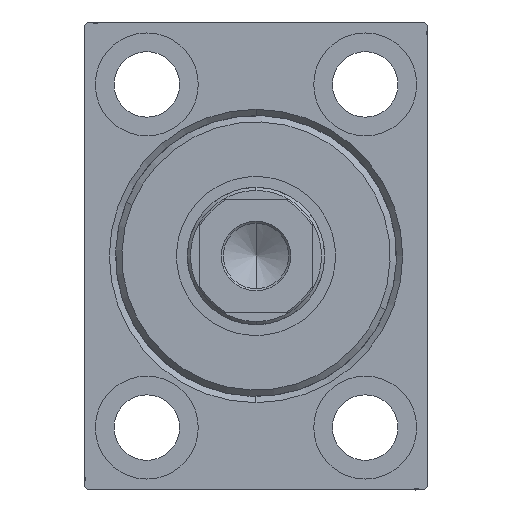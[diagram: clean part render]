
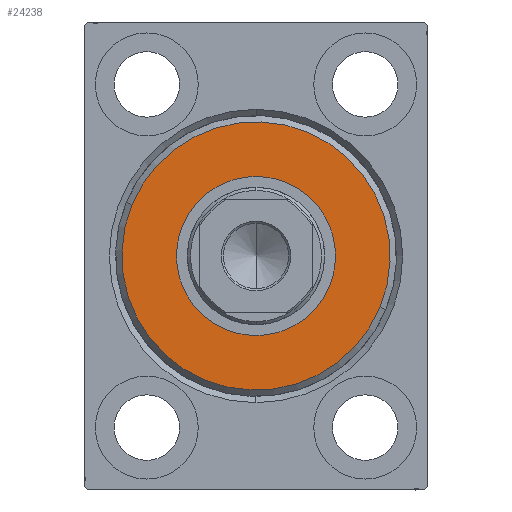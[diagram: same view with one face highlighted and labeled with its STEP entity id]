
A CAD part, left-side view. The second image highlights one B-rep face of the part: STEP entity #24238.
In plain terms, the highlighted face is planar.
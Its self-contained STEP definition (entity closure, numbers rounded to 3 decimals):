
#380 = AXIS2_PLACEMENT_3D ( 'NONE', #21584, #15755, #29272 ) ;
#1814 = DIRECTION ( 'NONE',  ( 1., 0., 0. ) ) ;
#3286 = AXIS2_PLACEMENT_3D ( 'NONE', #36629, #43275, #29988 ) ;
#3937 = CIRCLE ( 'NONE', #32351, 12.75 ) ;
#4510 = VERTEX_POINT ( 'NONE', #9738 ) ;
#5129 = PLANE ( 'NONE',  #17328 ) ;
#5388 = VERTEX_POINT ( 'NONE', #12586 ) ;
#5575 = CARTESIAN_POINT ( 'NONE',  ( 3., 0., 0. ) ) ;
#5793 = FACE_OUTER_BOUND ( 'NONE', #11201, .T. ) ;
#8140 = CIRCLE ( 'NONE', #23725, 21.5 ) ;
#8224 = CARTESIAN_POINT ( 'NONE',  ( 3., 0., 0. ) ) ;
#8507 = CARTESIAN_POINT ( 'NONE',  ( 3., 0., 12.75 ) ) ;
#9573 = CIRCLE ( 'NONE', #380, 21.5 ) ;
#9640 = CIRCLE ( 'NONE', #3286, 12.75 ) ;
#9738 = CARTESIAN_POINT ( 'NONE',  ( 3., 0., -21.5 ) ) ;
#11201 = EDGE_LOOP ( 'NONE', ( #14791, #21772 ) ) ;
#12586 = CARTESIAN_POINT ( 'NONE',  ( 3., 0., -12.75 ) ) ;
#14016 = VERTEX_POINT ( 'NONE', #42970 ) ;
#14787 = ORIENTED_EDGE ( 'NONE', *, *, #28304, .T. ) ;
#14791 = ORIENTED_EDGE ( 'NONE', *, *, #29536, .T. ) ;
#15755 = DIRECTION ( 'NONE',  ( 1., 0., 0. ) ) ;
#17328 = AXIS2_PLACEMENT_3D ( 'NONE', #43029, #1814, #25307 ) ;
#17676 = EDGE_CURVE ( 'NONE', #30473, #5388, #3937, .T. ) ;
#21584 = CARTESIAN_POINT ( 'NONE',  ( 3., 0., 0. ) ) ;
#21740 = DIRECTION ( 'NONE',  ( 1., 0., 0. ) ) ;
#21772 = ORIENTED_EDGE ( 'NONE', *, *, #25654, .T. ) ;
#23725 = AXIS2_PLACEMENT_3D ( 'NONE', #8224, #21740, #35260 ) ;
#24238 = ADVANCED_FACE ( 'NONE', ( #5793, #35491 ), #5129, .T. ) ;
#25307 = DIRECTION ( 'NONE',  ( 0., 0., -1. ) ) ;
#25654 = EDGE_CURVE ( 'NONE', #4510, #14016, #8140, .T. ) ;
#28300 = ORIENTED_EDGE ( 'NONE', *, *, #17676, .T. ) ;
#28304 = EDGE_CURVE ( 'NONE', #5388, #30473, #9640, .T. ) ;
#29272 = DIRECTION ( 'NONE',  ( 0., 0., -1. ) ) ;
#29536 = EDGE_CURVE ( 'NONE', #14016, #4510, #9573, .T. ) ;
#29988 = DIRECTION ( 'NONE',  ( 0., 0., -1. ) ) ;
#30473 = VERTEX_POINT ( 'NONE', #8507 ) ;
#32351 = AXIS2_PLACEMENT_3D ( 'NONE', #5575, #39907, #35933 ) ;
#35260 = DIRECTION ( 'NONE',  ( 0., 0., -1. ) ) ;
#35491 = FACE_BOUND ( 'NONE', #43609, .T. ) ;
#35933 = DIRECTION ( 'NONE',  ( 0., 0., -1. ) ) ;
#36629 = CARTESIAN_POINT ( 'NONE',  ( 3., 0., 0. ) ) ;
#39907 = DIRECTION ( 'NONE',  ( -1., 0., 0. ) ) ;
#42970 = CARTESIAN_POINT ( 'NONE',  ( 3., 0., 21.5 ) ) ;
#43029 = CARTESIAN_POINT ( 'NONE',  ( 3., 0., 0. ) ) ;
#43275 = DIRECTION ( 'NONE',  ( -1., 0., 0. ) ) ;
#43609 = EDGE_LOOP ( 'NONE', ( #28300, #14787 ) ) ;
